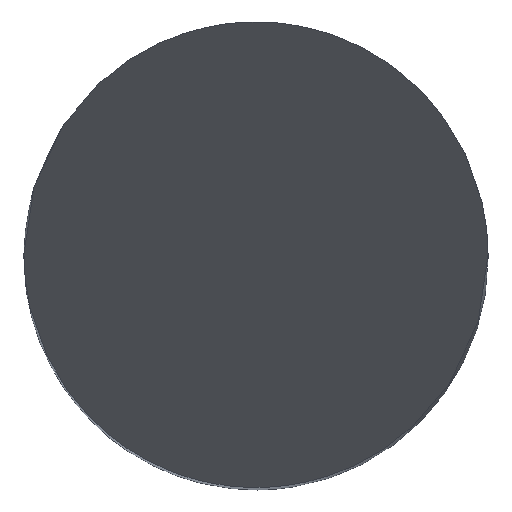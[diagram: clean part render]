
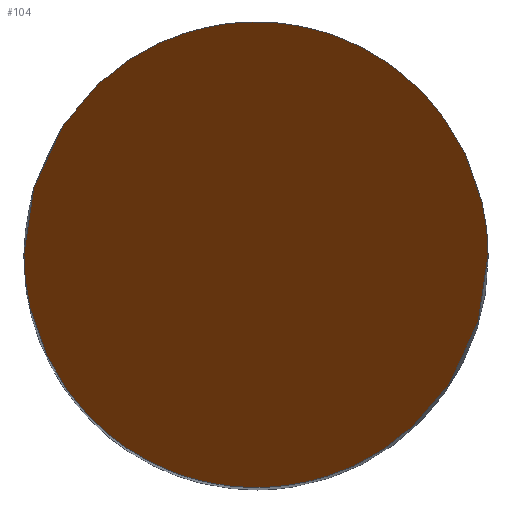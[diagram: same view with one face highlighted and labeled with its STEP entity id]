
A CAD part, top view. The second image highlights one B-rep face of the part: STEP entity #104.
In plain terms, the highlighted planar face has unit normal (0, -0.866, 0.5).
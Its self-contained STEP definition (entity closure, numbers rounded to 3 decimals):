
#78=PLANE('',#774);
#104=ADVANCED_FACE('',(#154),#78,.F.);
#154=FACE_OUTER_BOUND('',#195,.T.);
#195=EDGE_LOOP('',(#378,#379));
#378=ORIENTED_EDGE('',*,*,#599,.F.);
#379=ORIENTED_EDGE('',*,*,#618,.F.);
#524=VERTEX_POINT('',#1385);
#525=VERTEX_POINT('',#1386);
#599=EDGE_CURVE('',#524,#525,#709,.T.);
#618=EDGE_CURVE('',#525,#524,#713,.T.);
#709=(
BOUNDED_CURVE()
B_SPLINE_CURVE(3,(#1381,#1382,#1383,#1384),.UNSPECIFIED.,.F.,.F.)
B_SPLINE_CURVE_WITH_KNOTS((4,4),(0.,1.),.UNSPECIFIED.)
CURVE()
GEOMETRIC_REPRESENTATION_ITEM()
RATIONAL_B_SPLINE_CURVE((1.,0.333,0.333,1.))
REPRESENTATION_ITEM('')
);
#713=(
BOUNDED_CURVE()
B_SPLINE_CURVE(3,(#1467,#1468,#1469,#1470),.UNSPECIFIED.,.F.,.F.)
B_SPLINE_CURVE_WITH_KNOTS((4,4),(0.,1.),.UNSPECIFIED.)
CURVE()
GEOMETRIC_REPRESENTATION_ITEM()
RATIONAL_B_SPLINE_CURVE((1.,0.333,0.333,1.))
REPRESENTATION_ITEM('')
);
#774=AXIS2_PLACEMENT_3D('',#1491,#868,#869);
#868=DIRECTION('',(0.,0.866,-0.5));
#869=DIRECTION('',(0.,0.5,0.866));
#1381=CARTESIAN_POINT('',(-2.,0.,0.));
#1382=CARTESIAN_POINT('',(-2.,4.,6.928));
#1383=CARTESIAN_POINT('',(2.,4.,6.928));
#1384=CARTESIAN_POINT('',(2.,0.,0.));
#1385=CARTESIAN_POINT('',(-2.,0.,0.));
#1386=CARTESIAN_POINT('',(2.,0.,0.));
#1467=CARTESIAN_POINT('',(2.,0.,0.));
#1468=CARTESIAN_POINT('',(2.,-4.,-6.928));
#1469=CARTESIAN_POINT('',(-2.,-4.,-6.928));
#1470=CARTESIAN_POINT('',(-2.,0.,0.));
#1491=CARTESIAN_POINT('',(2.,2.,3.464));
